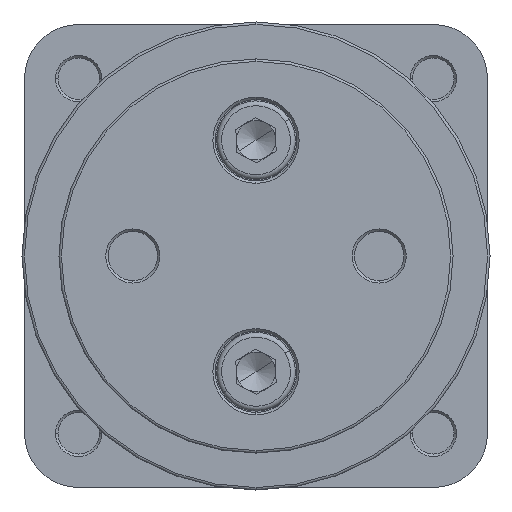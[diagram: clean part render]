
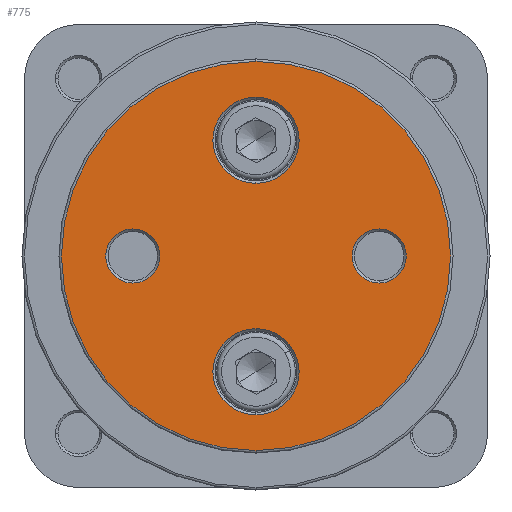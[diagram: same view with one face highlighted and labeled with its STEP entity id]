
A CAD part, left-side view. The second image highlights one B-rep face of the part: STEP entity #775.
In plain terms, the highlighted planar face has unit normal (-1, 0, 0).
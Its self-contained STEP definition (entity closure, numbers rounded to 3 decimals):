
#143 = ORIENTED_EDGE ( 'NONE', *, *, #3188, .T. ) ;
#175 = ORIENTED_EDGE ( 'NONE', *, *, #3200, .T. ) ;
#236 = ORIENTED_EDGE ( 'NONE', *, *, #3373, .T. ) ;
#295 = ORIENTED_EDGE ( 'NONE', *, *, #3287, .T. ) ;
#378 = ORIENTED_EDGE ( 'NONE', *, *, #3423, .T. ) ;
#428 = ORIENTED_EDGE ( 'NONE', *, *, #3290, .T. ) ;
#448 = ORIENTED_EDGE ( 'NONE', *, *, #3045, .T. ) ;
#453 = ORIENTED_EDGE ( 'NONE', *, *, #3342, .T. ) ;
#465 = ORIENTED_EDGE ( 'NONE', *, *, #3363, .T. ) ;
#775 = ADVANCED_FACE ( 'NONE', ( #4312, #4310, #4315, #4317, #4313 ), #5123, .F. ) ;
#825 = CIRCLE ( 'NONE', #3994, 8.75 ) ;
#831 = CIRCLE ( 'NONE', #3995, 5.5 ) ;
#914 = CIRCLE ( 'NONE', #4017, 8.75 ) ;
#951 = CIRCLE ( 'NONE', #4010, 39.5 ) ;
#967 = CIRCLE ( 'NONE', #4023, 39.5 ) ;
#1055 = CIRCLE ( 'NONE', #4039, 5.5 ) ;
#1388 = VERTEX_POINT ( 'NONE', #5462 ) ;
#1410 = VERTEX_POINT ( 'NONE', #5484 ) ;
#1413 = VERTEX_POINT ( 'NONE', #5487 ) ;
#1419 = VERTEX_POINT ( 'NONE', #5493 ) ;
#1451 = VERTEX_POINT ( 'NONE', #5525 ) ;
#1478 = VERTEX_POINT ( 'NONE', #5552 ) ;
#1492 = VERTEX_POINT ( 'NONE', #5566 ) ;
#1512 = VERTEX_POINT ( 'NONE', #5586 ) ;
#1513 = VERTEX_POINT ( 'NONE', #5587 ) ;
#1521 = VERTEX_POINT ( 'NONE', #5595 ) ;
#2820 = ORIENTED_EDGE ( 'NONE', *, *, #3050, .T. ) ;
#3045 = EDGE_CURVE ( 'NONE', #1512, #1388, #4725, .T. ) ;
#3050 = EDGE_CURVE ( 'NONE', #1521, #1492, #4733, .T. ) ;
#3188 = EDGE_CURVE ( 'NONE', #1478, #1451, #4956, .T. ) ;
#3200 = EDGE_CURVE ( 'NONE', #1410, #1419, #4974, .T. ) ;
#3287 = EDGE_CURVE ( 'NONE', #1388, #1512, #825, .T. ) ;
#3290 = EDGE_CURVE ( 'NONE', #1419, #1410, #831, .T. ) ;
#3342 = EDGE_CURVE ( 'NONE', #1451, #1478, #914, .T. ) ;
#3363 = EDGE_CURVE ( 'NONE', #1413, #1513, #951, .T. ) ;
#3373 = EDGE_CURVE ( 'NONE', #1513, #1413, #967, .T. ) ;
#3423 = EDGE_CURVE ( 'NONE', #1492, #1521, #1055, .T. ) ;
#3755 = AXIS2_PLACEMENT_3D ( 'NONE', #5130, #5141, #5142 ) ;
#3905 = AXIS2_PLACEMENT_3D ( 'NONE', #6213, #6214, #6215 ) ;
#3907 = AXIS2_PLACEMENT_3D ( 'NONE', #6225, #6226, #6227 ) ;
#3960 = AXIS2_PLACEMENT_3D ( 'NONE', #6547, #6551, #6552 ) ;
#3966 = AXIS2_PLACEMENT_3D ( 'NONE', #6574, #6580, #6581 ) ;
#3994 = AXIS2_PLACEMENT_3D ( 'NONE', #6779, #6781, #6782 ) ;
#3995 = AXIS2_PLACEMENT_3D ( 'NONE', #6788, #6789, #6790 ) ;
#4010 = AXIS2_PLACEMENT_3D ( 'NONE', #6943, #6960, #6961 ) ;
#4017 = AXIS2_PLACEMENT_3D ( 'NONE', #6911, #6916, #6917 ) ;
#4023 = AXIS2_PLACEMENT_3D ( 'NONE', #6984, #6986, #6987 ) ;
#4039 = AXIS2_PLACEMENT_3D ( 'NONE', #7088, #7098, #7099 ) ;
#4310 = FACE_BOUND ( 'NONE', #8075, .T. ) ;
#4312 = FACE_OUTER_BOUND ( 'NONE', #8051, .T. ) ;
#4313 = FACE_BOUND ( 'NONE', #8064, .T. ) ;
#4315 = FACE_BOUND ( 'NONE', #7982, .T. ) ;
#4317 = FACE_BOUND ( 'NONE', #8069, .T. ) ;
#4725 = CIRCLE ( 'NONE', #3905, 8.75 ) ;
#4733 = CIRCLE ( 'NONE', #3907, 5.5 ) ;
#4956 = CIRCLE ( 'NONE', #3960, 8.75 ) ;
#4974 = CIRCLE ( 'NONE', #3966, 5.5 ) ;
#5123 = PLANE ( 'NONE',  #3755 ) ;
#5130 = CARTESIAN_POINT ( 'NONE',  ( 0., 0., 0. ) ) ;
#5141 = DIRECTION ( 'NONE',  ( 1., 0., 0. ) ) ;
#5142 = DIRECTION ( 'NONE',  ( 0., 0., -1. ) ) ;
#5462 = CARTESIAN_POINT ( 'NONE',  ( 0., 0., 32.25 ) ) ;
#5484 = CARTESIAN_POINT ( 'NONE',  ( 0., 25., -5.5 ) ) ;
#5487 = CARTESIAN_POINT ( 'NONE',  ( 0., 0., -39.5 ) ) ;
#5493 = CARTESIAN_POINT ( 'NONE',  ( 0., 25., 5.5 ) ) ;
#5525 = CARTESIAN_POINT ( 'NONE',  ( 0., 0., -14.75 ) ) ;
#5552 = CARTESIAN_POINT ( 'NONE',  ( 0., 0., -32.25 ) ) ;
#5566 = CARTESIAN_POINT ( 'NONE',  ( 0., -25., 5.5 ) ) ;
#5586 = CARTESIAN_POINT ( 'NONE',  ( 0., 0., 14.75 ) ) ;
#5587 = CARTESIAN_POINT ( 'NONE',  ( 0., 0., 39.5 ) ) ;
#5595 = CARTESIAN_POINT ( 'NONE',  ( 0., -25., -5.5 ) ) ;
#6213 = CARTESIAN_POINT ( 'NONE',  ( 0., 0., 23.5 ) ) ;
#6214 = DIRECTION ( 'NONE',  ( 1., 0., 0. ) ) ;
#6215 = DIRECTION ( 'NONE',  ( 0., 0., -1. ) ) ;
#6225 = CARTESIAN_POINT ( 'NONE',  ( 0., -25., 0. ) ) ;
#6226 = DIRECTION ( 'NONE',  ( 1., 0., 0. ) ) ;
#6227 = DIRECTION ( 'NONE',  ( 0., 0., -1. ) ) ;
#6547 = CARTESIAN_POINT ( 'NONE',  ( 0., 0., -23.5 ) ) ;
#6551 = DIRECTION ( 'NONE',  ( 1., 0., 0. ) ) ;
#6552 = DIRECTION ( 'NONE',  ( 0., 0., -1. ) ) ;
#6574 = CARTESIAN_POINT ( 'NONE',  ( 0., 25., 0. ) ) ;
#6580 = DIRECTION ( 'NONE',  ( 1., 0., 0. ) ) ;
#6581 = DIRECTION ( 'NONE',  ( 0., 0., -1. ) ) ;
#6779 = CARTESIAN_POINT ( 'NONE',  ( 0., 0., 23.5 ) ) ;
#6781 = DIRECTION ( 'NONE',  ( 1., 0., 0. ) ) ;
#6782 = DIRECTION ( 'NONE',  ( 0., 0., -1. ) ) ;
#6788 = CARTESIAN_POINT ( 'NONE',  ( 0., 25., 0. ) ) ;
#6789 = DIRECTION ( 'NONE',  ( 1., 0., 0. ) ) ;
#6790 = DIRECTION ( 'NONE',  ( 0., 0., -1. ) ) ;
#6911 = CARTESIAN_POINT ( 'NONE',  ( 0., 0., -23.5 ) ) ;
#6916 = DIRECTION ( 'NONE',  ( 1., 0., 0. ) ) ;
#6917 = DIRECTION ( 'NONE',  ( 0., 0., -1. ) ) ;
#6943 = CARTESIAN_POINT ( 'NONE',  ( 0., 0., 0. ) ) ;
#6960 = DIRECTION ( 'NONE',  ( -1., 0., 0. ) ) ;
#6961 = DIRECTION ( 'NONE',  ( 0., 0., -1. ) ) ;
#6984 = CARTESIAN_POINT ( 'NONE',  ( 0., 0., 0. ) ) ;
#6986 = DIRECTION ( 'NONE',  ( -1., 0., 0. ) ) ;
#6987 = DIRECTION ( 'NONE',  ( 0., 0., -1. ) ) ;
#7088 = CARTESIAN_POINT ( 'NONE',  ( 0., -25., 0. ) ) ;
#7098 = DIRECTION ( 'NONE',  ( 1., 0., 0. ) ) ;
#7099 = DIRECTION ( 'NONE',  ( 0., 0., -1. ) ) ;
#7982 = EDGE_LOOP ( 'NONE', ( #295, #448 ) ) ;
#8051 = EDGE_LOOP ( 'NONE', ( #465, #236 ) ) ;
#8064 = EDGE_LOOP ( 'NONE', ( #428, #175 ) ) ;
#8069 = EDGE_LOOP ( 'NONE', ( #378, #2820 ) ) ;
#8075 = EDGE_LOOP ( 'NONE', ( #453, #143 ) ) ;
